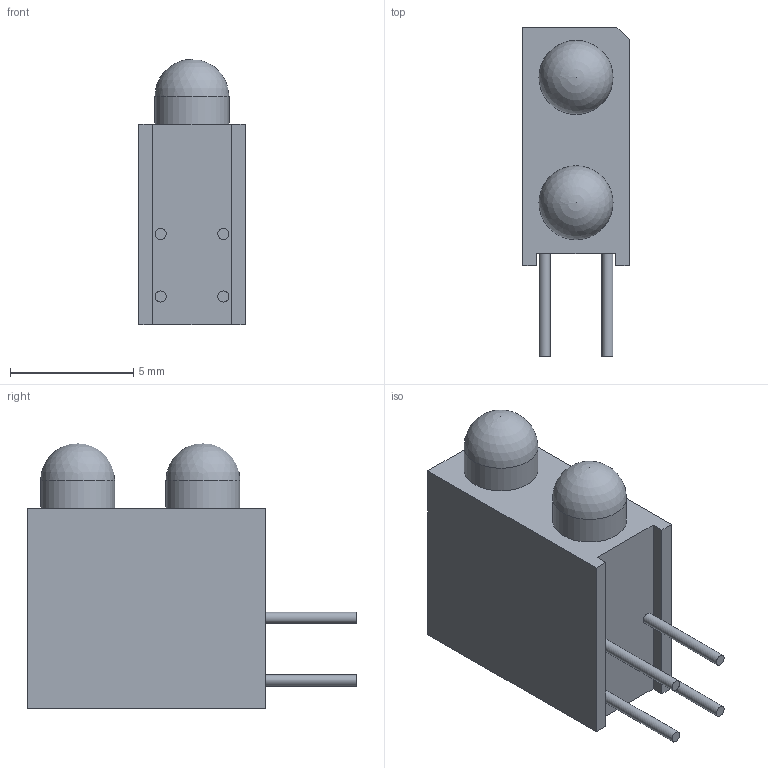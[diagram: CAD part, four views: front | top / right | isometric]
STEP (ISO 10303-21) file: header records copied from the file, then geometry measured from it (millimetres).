
FILE_DESCRIPTION(/* description */ (''),/* implementation_level */ '2;1');
FILE_NAME(/* name */ 'LED_Dialight_553-0112F.step',/* time_stamp */ '2021-01-15T18:02:11+00:00',/* author */ (''),/* organization */ (''),/* preprocessor_version */ 'ST-DEVELOPER v18.1',/* originating_system */ 'Autodesk Translation Framework v9.7.1.1290',/* authorisation */ '');
FILE_SCHEMA (('AUTOMOTIVE_DESIGN { 1 0 10303 214 3 1 1 }'));
Length unit declared in the file: millimetre
Products named in the file (1): LED_Dialight_553-0112F
Bounding box: 4.32 x 13.33 x 10.75 mm (x, y, z)
Volume: 357.5 mm3; surface area: 401.3 mm2
Topology: 7 solids, 7 shells, 29 faces, 49 edges, 32 vertices
Faces by surface type: plane 21, cylinder 6, sphere 2
Full cylindrical faces by diameter (mm): 0.45 x4, 3 x2
Entity records: 726 total; most frequent: DIRECTION 121, CARTESIAN_POINT 109, ORIENTED_EDGE 94, EDGE_CURVE 47, AXIS2_PLACEMENT_3D 44, LINE 33, VECTOR 33, VERTEX_POINT 32
